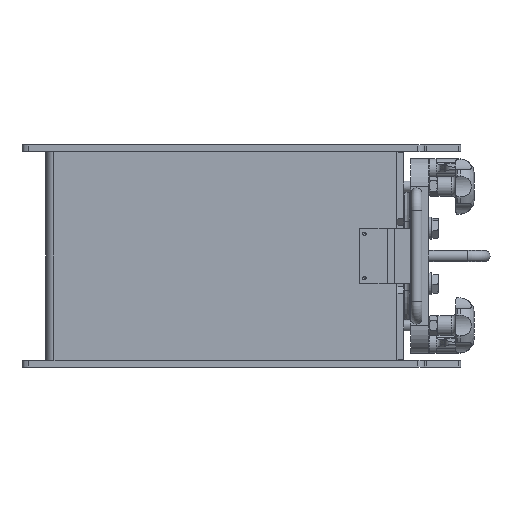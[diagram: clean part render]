
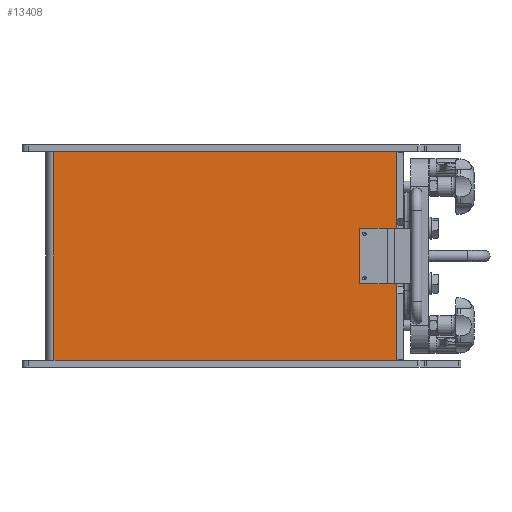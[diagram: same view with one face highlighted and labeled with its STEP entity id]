
A CAD part, left-side view. The second image highlights one B-rep face of the part: STEP entity #13408.
In plain terms, the highlighted planar face has unit normal (-1, 0, 0).
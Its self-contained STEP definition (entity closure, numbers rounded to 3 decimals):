
#692=PLANE('',#14569);
#1035=LINE('',#21120,#1806);
#1041=LINE('',#21131,#1812);
#1048=LINE('',#21145,#1819);
#1049=LINE('',#21148,#1820);
#1058=LINE('',#21169,#1829);
#1150=LINE('',#21518,#1921);
#1161=LINE('',#21575,#1932);
#1254=LINE('',#21847,#2025);
#1806=VECTOR('',#16434,10.);
#1812=VECTOR('',#16442,10.);
#1819=VECTOR('',#16455,10.);
#1820=VECTOR('',#16458,10.);
#1829=VECTOR('',#16473,10.);
#1921=VECTOR('',#16767,10.);
#1932=VECTOR('',#16816,10.);
#2025=VECTOR('',#17125,10.);
#2855=FACE_OUTER_BOUND('',#3723,.T.);
#3723=EDGE_LOOP('',(#9669,#9670,#9671,#9672,#9673,#9674,#9675,#9676));
#5423=VERTEX_POINT('',#21117);
#5424=VERTEX_POINT('',#21119);
#5428=VERTEX_POINT('',#21129);
#5432=VERTEX_POINT('',#21143);
#5433=VERTEX_POINT('',#21147);
#5442=VERTEX_POINT('',#21167);
#5546=VERTEX_POINT('',#21516);
#5573=VERTEX_POINT('',#21574);
#6769=EDGE_CURVE('',#5424,#5423,#1035,.T.);
#6775=EDGE_CURVE('',#5423,#5428,#1041,.T.);
#6782=EDGE_CURVE('',#5428,#5432,#1048,.T.);
#6783=EDGE_CURVE('',#5424,#5433,#1049,.T.);
#6794=EDGE_CURVE('',#5442,#5432,#1058,.T.);
#6947=EDGE_CURVE('',#5442,#5546,#1150,.T.);
#6975=EDGE_CURVE('',#5573,#5433,#1161,.T.);
#7112=EDGE_CURVE('',#5546,#5573,#1254,.T.);
#9669=ORIENTED_EDGE('',*,*,#6782,.T.);
#9670=ORIENTED_EDGE('',*,*,#6794,.F.);
#9671=ORIENTED_EDGE('',*,*,#6947,.T.);
#9672=ORIENTED_EDGE('',*,*,#7112,.T.);
#9673=ORIENTED_EDGE('',*,*,#6975,.T.);
#9674=ORIENTED_EDGE('',*,*,#6783,.F.);
#9675=ORIENTED_EDGE('',*,*,#6769,.T.);
#9676=ORIENTED_EDGE('',*,*,#6775,.T.);
#13408=ADVANCED_FACE('',(#2855),#692,.F.);
#14569=AXIS2_PLACEMENT_3D('',#21846,#17123,#17124);
#16434=DIRECTION('',(0.,1.,0.));
#16442=DIRECTION('',(0.,0.,1.));
#16455=DIRECTION('',(0.,-1.,0.));
#16458=DIRECTION('',(0.,0.,-1.));
#16473=DIRECTION('',(0.,0.,-1.));
#16767=DIRECTION('',(0.,1.,0.));
#16816=DIRECTION('',(0.,-1.,0.));
#17123=DIRECTION('center_axis',(1.,0.,0.));
#17124=DIRECTION('ref_axis',(0.,-1.,0.));
#17125=DIRECTION('',(0.,0.,-1.));
#21117=CARTESIAN_POINT('',(-128.,-98.,-95.));
#21119=CARTESIAN_POINT('',(-128.,-125.,-95.));
#21120=CARTESIAN_POINT('',(-128.,-54.706,-95.));
#21129=CARTESIAN_POINT('',(-128.,-98.,-55.));
#21131=CARTESIAN_POINT('',(-128.,-98.,-75.));
#21143=CARTESIAN_POINT('',(-128.,-125.,-55.));
#21145=CARTESIAN_POINT('',(-128.,-54.706,-55.));
#21147=CARTESIAN_POINT('',(-128.,-125.,-150.));
#21148=CARTESIAN_POINT('',(-128.,-125.,4.));
#21167=CARTESIAN_POINT('',(-128.,-125.,0.));
#21169=CARTESIAN_POINT('',(-128.,-125.,4.));
#21516=CARTESIAN_POINT('',(-128.,122.,0.));
#21518=CARTESIAN_POINT('',(-128.,-1.53,0.));
#21574=CARTESIAN_POINT('',(-128.,122.,-150.));
#21575=CARTESIAN_POINT('',(-128.,-1.53,-150.));
#21846=CARTESIAN_POINT('Origin',(-128.,1.492,-75.));
#21847=CARTESIAN_POINT('',(-128.,122.,-75.));
